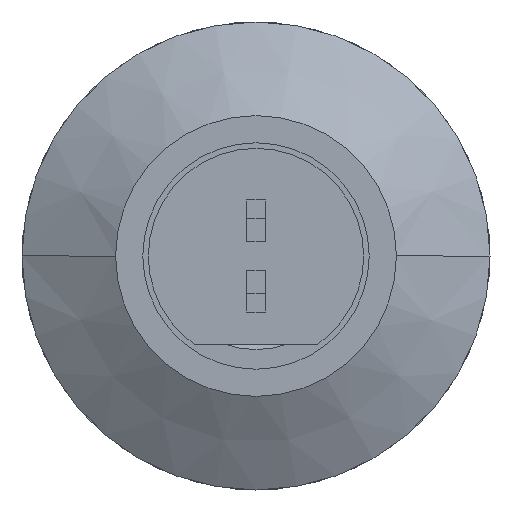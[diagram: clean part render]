
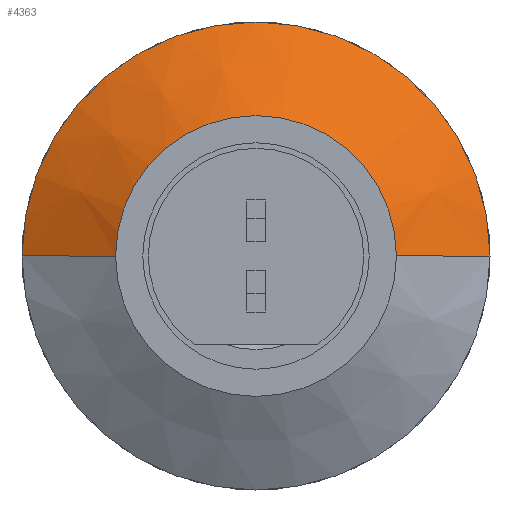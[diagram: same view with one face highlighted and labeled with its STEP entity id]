
A CAD part, front view. The second image highlights one B-rep face of the part: STEP entity #4363.
In plain terms, the highlighted conical face has half-angle 60 degrees and reference radius 3.81 mm.
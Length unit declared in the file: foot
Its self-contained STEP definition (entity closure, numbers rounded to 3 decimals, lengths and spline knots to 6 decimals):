
#315 = CARTESIAN_POINT ( 'NONE',  ( -0.0125, -0.033417, 0. ) ) ;
#605 = LINE ( 'NONE', #5415, #8188 ) ;
#797 = EDGE_CURVE ( 'NONE', #9209, #7341, #8345, .T. ) ;
#848 = EDGE_CURVE ( 'NONE', #3135, #3293, #7804, .T. ) ;
#873 = FACE_OUTER_BOUND ( 'NONE', #3059, .T. ) ;
#963 = ORIENTED_EDGE ( 'NONE', *, *, #8238, .F. ) ;
#1127 = CARTESIAN_POINT ( 'NONE',  ( -0.0125, -0.033417, 0. ) ) ;
#1578 = CARTESIAN_POINT ( 'NONE',  ( 0.020833, -0.028605, 0. ) ) ;
#1784 = CARTESIAN_POINT ( 'NONE',  ( 0.0125, -0.033417, 0. ) ) ;
#3059 = EDGE_LOOP ( 'NONE', ( #3978, #6198, #4434, #963 ) ) ;
#3135 = VERTEX_POINT ( 'NONE', #1578 ) ;
#3293 = VERTEX_POINT ( 'NONE', #6872 ) ;
#3978 = ORIENTED_EDGE ( 'NONE', *, *, #797, .F. ) ;
#4120 = CONICAL_SURFACE ( 'NONE', #9115, 0.0125, 1.047 ) ;
#4351 = DIRECTION ( 'NONE',  ( 1., 0., 0. ) ) ;
#4363 = ADVANCED_FACE ( 'NONE', ( #873 ), #4120, .T. ) ;
#4423 = VECTOR ( 'NONE', #7651, 3.28084 ) ;
#4434 = ORIENTED_EDGE ( 'NONE', *, *, #848, .T. ) ;
#4817 = CARTESIAN_POINT ( 'NONE',  ( 0., -0.033417, 0. ) ) ;
#5415 = CARTESIAN_POINT ( 'NONE',  ( 0.0125, -0.033417, 0. ) ) ;
#6142 = DIRECTION ( 'NONE',  ( 0.866, 0.5, 0. ) ) ;
#6198 = ORIENTED_EDGE ( 'NONE', *, *, #9022, .T. ) ;
#6505 = CARTESIAN_POINT ( 'NONE',  ( 0., -0.033417, 0. ) ) ;
#6707 = DIRECTION ( 'NONE',  ( 0., -1., 0. ) ) ;
#6872 = CARTESIAN_POINT ( 'NONE',  ( -0.020833, -0.028605, 0. ) ) ;
#7341 = VERTEX_POINT ( 'NONE', #1127 ) ;
#7651 = DIRECTION ( 'NONE',  ( -0.866, 0.5, 0. ) ) ;
#7804 = CIRCLE ( 'NONE', #9161, 0.020833 ) ;
#8188 = VECTOR ( 'NONE', #6142, 3.28084 ) ;
#8238 = EDGE_CURVE ( 'NONE', #7341, #3293, #8308, .T. ) ;
#8308 = LINE ( 'NONE', #315, #4423 ) ;
#8345 = CIRCLE ( 'NONE', #8665, 0.0125 ) ;
#8471 = DIRECTION ( 'NONE',  ( -1., 0., 0. ) ) ;
#8616 = DIRECTION ( 'NONE',  ( 1., 0., 0. ) ) ;
#8665 = AXIS2_PLACEMENT_3D ( 'NONE', #6505, #6707, #4351 ) ;
#8706 = DIRECTION ( 'NONE',  ( 0., -1., 0. ) ) ;
#9022 = EDGE_CURVE ( 'NONE', #9209, #3135, #605, .T. ) ;
#9115 = AXIS2_PLACEMENT_3D ( 'NONE', #4817, #9219, #8471 ) ;
#9135 = CARTESIAN_POINT ( 'NONE',  ( 0., -0.028605, 0. ) ) ;
#9161 = AXIS2_PLACEMENT_3D ( 'NONE', #9135, #8706, #8616 ) ;
#9209 = VERTEX_POINT ( 'NONE', #1784 ) ;
#9219 = DIRECTION ( 'NONE',  ( 0., 1., 0. ) ) ;
